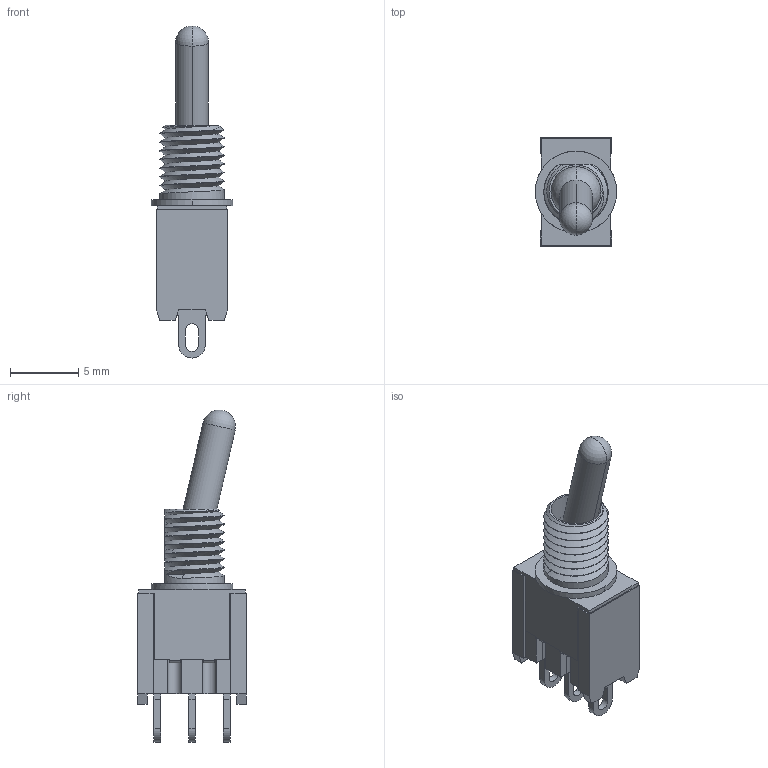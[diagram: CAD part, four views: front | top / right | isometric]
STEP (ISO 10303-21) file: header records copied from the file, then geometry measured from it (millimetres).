
FILE_DESCRIPTION((''),'2;1');
FILE_NAME('C-7-1437561-8','2016-06-21T',('workeradm'),('Tyco Electronics Ltd.'),'CREO PARAMETRIC BY PTC INC, 2016050','CREO PARAMETRIC BY PTC INC, 2016050','');
FILE_SCHEMA(('AUTOMOTIVE_DESIGN { 1 0 10303 214 1 1 1 1 }'));
Length unit declared in the file: inch
Products named in the file (1): C-7-1437561-8
Bounding box: 5.99 x 7.98 x 24.38 mm (x, y, z)
Volume: 423.6 mm3; surface area: 598.7 mm2
Topology: 1 solids, 1 shells, 161 faces, 446 edges, 290 vertices
Faces by surface type: plane 115, cylinder 34, bspline 6, sphere 4, cone 2
Entity records: 6812 total; most frequent: CARTESIAN_POINT 2562, ORIENTED_EDGE 888, DIRECTION 777, EDGE_CURVE 444, VECTOR 331, LINE 331, VERTEX_POINT 290, AXIS2_PLACEMENT_3D 223
